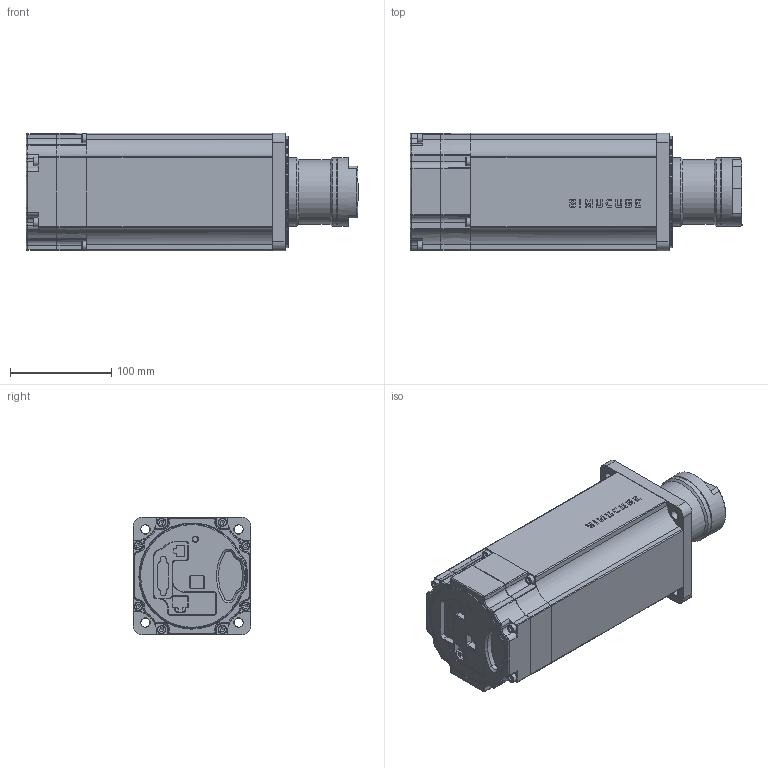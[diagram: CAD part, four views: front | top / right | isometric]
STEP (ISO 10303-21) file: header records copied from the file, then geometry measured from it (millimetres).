
FILE_DESCRIPTION(/* description */ ('SIMUCUBE 2 Ultimate - Simplified 3D model'),/* implementation_level */ '2;1');
FILE_NAME(/* name */ 'simucube2_ultimate_full_simplified.step',/* time_stamp */ '2019-03-20T22:38:41+02:00',/* author */ ('Aki Korhonen'),/* organization */ ('Granite Devices Oy'),/* preprocessor_version */ 'ST-DEVELOPER v17.2',/* originating_system */ 'Autodesk Translation Framework v7.6.0.251',/* authorisation */ '');
FILE_SCHEMA (('AUTOMOTIVE_DESIGN { 1 0 10303 214 3 1 1 }'));
Length unit declared in the file: millimetre
Products named in the file (1): simucube2_ultimate_full_simplified
Bounding box: 327.5 x 116 x 116 mm (x, y, z)
Volume: 3181875.8 mm3; surface area: 174357.1 mm2
Topology: 2 solids, 30 shells, 1121 faces, 2849 edges, 1823 vertices
Faces by surface type: plane 620, bspline 200, cylinder 161, cone 126, torus 14
Full cylindrical faces by diameter (mm): 3.332 x4, 4.134 x12, 5 x12, 5.2 x1, 8.5 x8, 22 x1, 24 x1, 64 x1, 68 x3, 110 x1
Entity records: 38086 total; most frequent: CARTESIAN_POINT 11919, ORIENTED_EDGE 5638, DIRECTION 4952, EDGE_CURVE 2819, LINE 1874, VECTOR 1874, VERTEX_POINT 1823, AXIS2_PLACEMENT_3D 1539
